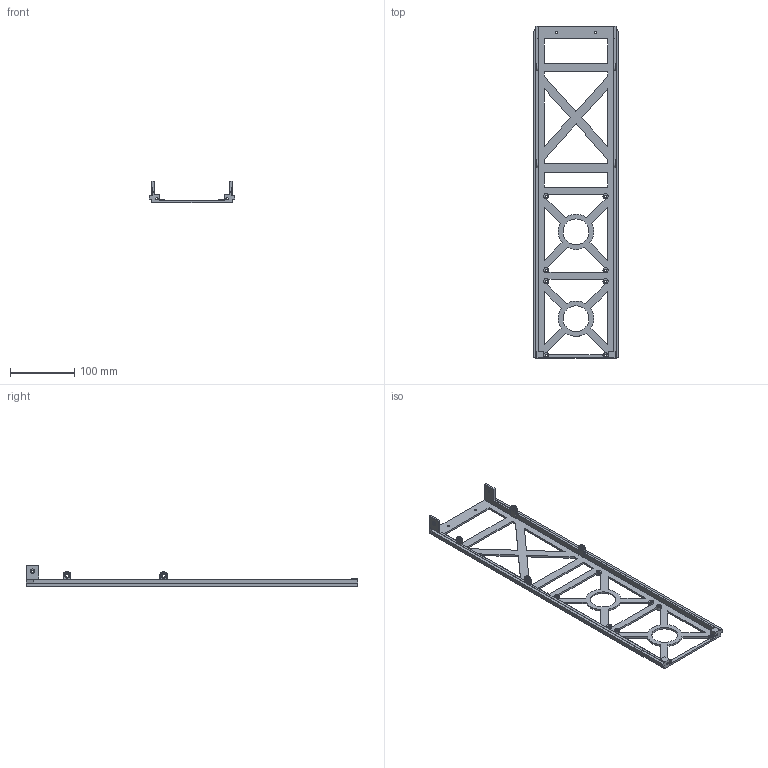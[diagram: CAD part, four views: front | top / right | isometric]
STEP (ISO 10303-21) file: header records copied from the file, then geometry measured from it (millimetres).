
FILE_DESCRIPTION(/* description */ (''),/* implementation_level */ '2;1');
FILE_NAME(/* name */ '1-CBA_slide_tray_assembly_v11.step',/* time_stamp */ '2019-04-09T18:13:15+02:00',/* author */ ('edidos'),/* organization */ (''),/* preprocessor_version */ 'ST-DEVELOPER v18',/* originating_system */ 'Autodesk Translation Framework v8.2.0.1029',/* authorisation */ '');
FILE_SCHEMA (('AUTOMOTIVE_DESIGN { 1 0 10303 214 3 1 1 }'));
Length unit declared in the file: millimetre
Products named in the file (1): Slide Tray
Bounding box: 133.1 x 515.25 x 32.95 mm (x, y, z)
Volume: 152654.9 mm3; surface area: 106809.6 mm2
Topology: 1 solids, 1 shells, 232 faces, 600 edges, 388 vertices
Faces by surface type: plane 130, cylinder 86, torus 16
Full cylindrical faces by diameter (mm): 3.5 x14, 5 x14, 7 x4, 8 x12, 40 x2
Entity records: 7249 total; most frequent: DIRECTION 1270, CARTESIAN_POINT 1221, ORIENTED_EDGE 1200, EDGE_CURVE 600, AXIS2_PLACEMENT_3D 437, LINE 396, VECTOR 396, VERTEX_POINT 388
